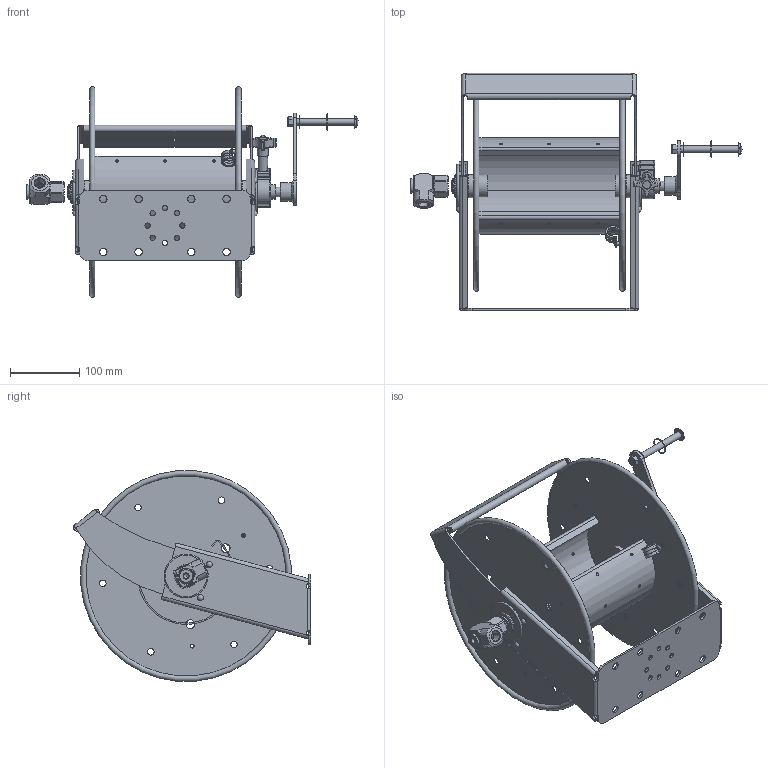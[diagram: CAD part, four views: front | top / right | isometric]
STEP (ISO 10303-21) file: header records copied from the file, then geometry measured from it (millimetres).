
FILE_DESCRIPTION(/* description */ (''),/* implementation_level */ '2;1');
FILE_NAME(/* name */ 'SM12-3-100_SHARED.stp',/* time_stamp */ '2020-04-02T11:35:57-07:00',/* author */ ('NMelton'),/* organization */ (''),/* preprocessor_version */ 'ST-DEVELOPER v17',/* originating_system */ 'Autodesk Inventor 2019',/* authorisation */ '');
FILE_SCHEMA (('AUTOMOTIVE_DESIGN { 1 0 10303 214 3 1 1 }'));
Length unit declared in the file: inch
Products named in the file (1): SM12-3-100_SHARED
Bounding box: 479.16 x 342.08 x 303.64 mm (x, y, z)
Surface area: 748397.6 mm2 (no closed solid volume)
Topology: 0 solids, 48 shells, 625 faces, 1875 edges, 1245 vertices
Faces by surface type: cylinder 251, plane 234, torus 44, cone 38, bspline 31, sphere 27
Full cylindrical faces by diameter (mm): 1.321 x2, 3.962 x1, 4.826 x1, 5.182 x1, 5.563 x6, 6.35 x1, 6.477 x1, 6.756 x1, 7.62 x8, 7.798 x1, 8.839 x2, 8.89 x1, 9.271 x1, 9.525 x12, 10.668 x8, 12.192 x1, 12.7 x7, 13.716 x1, 14.224 x1, 14.3 x1, 15.875 x1, 17.145 x1, 19.304 x1, 20.574 x2, 20.625 x1, 21.59 x1, 22.098 x1, 22.53 x1, 27.051 x1, 28.448 x2
Entity records: 24852 total; most frequent: CARTESIAN_POINT 7133, DIRECTION 3666, ORIENTED_EDGE 3218, EDGE_CURVE 1852, AXIS2_PLACEMENT_3D 1391, VERTEX_POINT 1245, LINE 884, VECTOR 884
